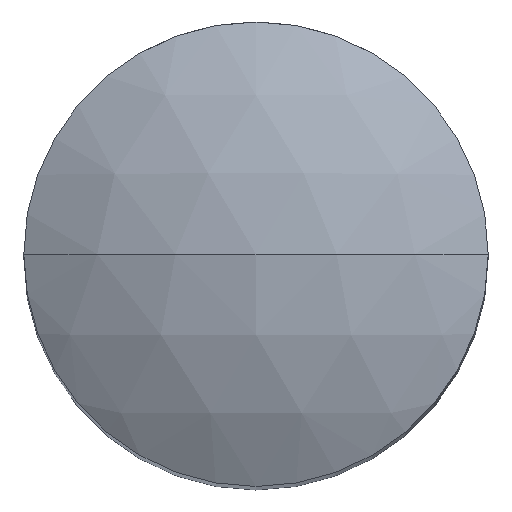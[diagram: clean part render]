
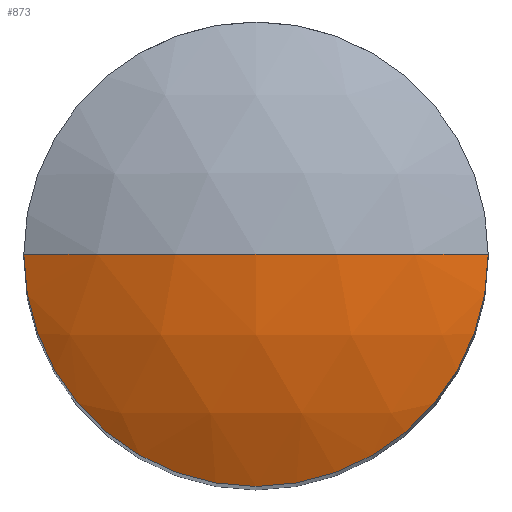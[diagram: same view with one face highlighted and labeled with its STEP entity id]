
A CAD part, top view. The second image highlights one B-rep face of the part: STEP entity #873.
In plain terms, the highlighted spherical face has radius 2 mm.
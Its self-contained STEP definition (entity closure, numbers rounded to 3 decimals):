
#6 = CARTESIAN_POINT ( 'NONE',  ( 1., 0., 4.732 ) ) ;
#47 = AXIS2_PLACEMENT_3D ( 'NONE', #485, #69, #555 ) ;
#69 = DIRECTION ( 'NONE',  ( 0., 1., 0. ) ) ;
#75 = AXIS2_PLACEMENT_3D ( 'NONE', #164, #640, #243 ) ;
#106 = AXIS2_PLACEMENT_3D ( 'NONE', #669, #126, #122 ) ;
#122 = DIRECTION ( 'NONE',  ( 1., 0., 0. ) ) ;
#126 = DIRECTION ( 'NONE',  ( 0., -1., 0. ) ) ;
#164 = CARTESIAN_POINT ( 'NONE',  ( 0., 0., 3. ) ) ;
#176 = CARTESIAN_POINT ( 'NONE',  ( -1., 0., 4.732 ) ) ;
#204 = VERTEX_POINT ( 'NONE', #859 ) ;
#209 = EDGE_CURVE ( 'NONE', #204, #275, #554, .T. ) ;
#229 = EDGE_LOOP ( 'NONE', ( #605, #813, #870 ) ) ;
#243 = DIRECTION ( 'NONE',  ( 1., 0., 0. ) ) ;
#275 = VERTEX_POINT ( 'NONE', #6 ) ;
#279 = EDGE_CURVE ( 'NONE', #204, #328, #327, .T. ) ;
#284 = EDGE_CURVE ( 'NONE', #275, #328, #473, .T. ) ;
#286 = FACE_OUTER_BOUND ( 'NONE', #229, .T. ) ;
#302 = AXIS2_PLACEMENT_3D ( 'NONE', #753, #385, #814 ) ;
#327 = CIRCLE ( 'NONE', #75, 2. ) ;
#328 = VERTEX_POINT ( 'NONE', #176 ) ;
#385 = DIRECTION ( 'NONE',  ( 0., 0., -1. ) ) ;
#440 = SPHERICAL_SURFACE ( 'NONE', #106, 2. ) ;
#473 = CIRCLE ( 'NONE', #302, 1. ) ;
#485 = CARTESIAN_POINT ( 'NONE',  ( 0., 0., 3. ) ) ;
#554 = CIRCLE ( 'NONE', #47, 2. ) ;
#555 = DIRECTION ( 'NONE',  ( 0., 0., 1. ) ) ;
#605 = ORIENTED_EDGE ( 'NONE', *, *, #209, .F. ) ;
#640 = DIRECTION ( 'NONE',  ( 0., -1., 0. ) ) ;
#669 = CARTESIAN_POINT ( 'NONE',  ( 0., 0., 3. ) ) ;
#753 = CARTESIAN_POINT ( 'NONE',  ( 0., 0., 4.732 ) ) ;
#813 = ORIENTED_EDGE ( 'NONE', *, *, #279, .T. ) ;
#814 = DIRECTION ( 'NONE',  ( -1., 0., 0. ) ) ;
#859 = CARTESIAN_POINT ( 'NONE',  ( 0., 0., 5. ) ) ;
#870 = ORIENTED_EDGE ( 'NONE', *, *, #284, .F. ) ;
#873 = ADVANCED_FACE ( 'NONE', ( #286 ), #440, .T. ) ;
